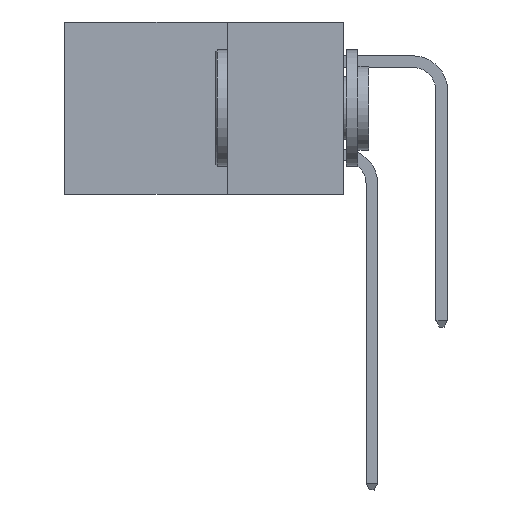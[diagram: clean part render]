
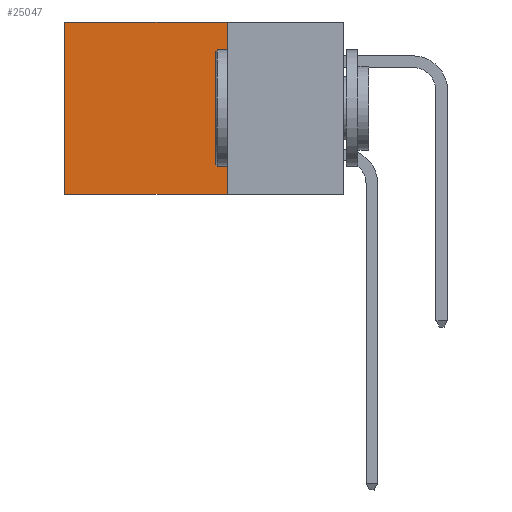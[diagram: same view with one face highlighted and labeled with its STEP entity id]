
A CAD part, left-side view. The second image highlights one B-rep face of the part: STEP entity #25047.
In plain terms, the highlighted planar face has unit normal (-1, 0, 0).
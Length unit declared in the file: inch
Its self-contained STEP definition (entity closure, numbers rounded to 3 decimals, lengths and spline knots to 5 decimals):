
#2489 = VECTOR ( 'NONE', #14476, 39.37008 ) ;
#2866 = DIRECTION ( 'NONE',  ( 0., 0., -1. ) ) ;
#4827 = VECTOR ( 'NONE', #2866, 39.37008 ) ;
#5296 = LINE ( 'NONE', #28654, #18379 ) ;
#5377 = DIRECTION ( 'NONE',  ( 0., 1., 0. ) ) ;
#5912 = CARTESIAN_POINT ( 'NONE',  ( 0.298, 0.6, 0. ) ) ;
#8478 = CARTESIAN_POINT ( 'NONE',  ( 0.298, 0.25, 0. ) ) ;
#10374 = LINE ( 'NONE', #11834, #2489 ) ;
#11813 = LINE ( 'NONE', #26147, #4827 ) ;
#11834 = CARTESIAN_POINT ( 'NONE',  ( 0.298, 0.25, -0.37 ) ) ;
#12317 = CARTESIAN_POINT ( 'NONE',  ( 0.298, 0.25, 0. ) ) ;
#12546 = VERTEX_POINT ( 'NONE', #25027 ) ;
#13345 = AXIS2_PLACEMENT_3D ( 'NONE', #12317, #32886, #17556 ) ;
#13410 = EDGE_CURVE ( 'NONE', #14189, #28784, #5296, .T. ) ;
#14076 = EDGE_CURVE ( 'NONE', #14189, #17788, #11813, .T. ) ;
#14189 = VERTEX_POINT ( 'NONE', #8478 ) ;
#14476 = DIRECTION ( 'NONE',  ( 0., 1., 0. ) ) ;
#14573 = CARTESIAN_POINT ( 'NONE',  ( 0.298, 0.25, -0.37 ) ) ;
#14619 = VECTOR ( 'NONE', #21988, 39.37008 ) ;
#15595 = ORIENTED_EDGE ( 'NONE', *, *, #32245, .T. ) ;
#15651 = ORIENTED_EDGE ( 'NONE', *, *, #19534, .F. ) ;
#17556 = DIRECTION ( 'NONE',  ( 0., 0., -1. ) ) ;
#17788 = VERTEX_POINT ( 'NONE', #14573 ) ;
#18379 = VECTOR ( 'NONE', #5377, 39.37008 ) ;
#19367 = CARTESIAN_POINT ( 'NONE',  ( 0.298, 0.6, 0. ) ) ;
#19534 = EDGE_CURVE ( 'NONE', #17788, #12546, #10374, .T. ) ;
#21988 = DIRECTION ( 'NONE',  ( 0., 0., -1. ) ) ;
#25027 = CARTESIAN_POINT ( 'NONE',  ( 0.298, 0.6, -0.37 ) ) ;
#25047 = ADVANCED_FACE ( 'NONE', ( #32616 ), #30339, .F. ) ;
#26147 = CARTESIAN_POINT ( 'NONE',  ( 0.298, 0.25, 0. ) ) ;
#28330 = LINE ( 'NONE', #19367, #14619 ) ;
#28654 = CARTESIAN_POINT ( 'NONE',  ( 0.298, 0.25, 0. ) ) ;
#28784 = VERTEX_POINT ( 'NONE', #5912 ) ;
#29479 = ORIENTED_EDGE ( 'NONE', *, *, #14076, .F. ) ;
#30339 = PLANE ( 'NONE',  #13345 ) ;
#31108 = EDGE_LOOP ( 'NONE', ( #15595, #15651, #29479, #32679 ) ) ;
#32245 = EDGE_CURVE ( 'NONE', #28784, #12546, #28330, .T. ) ;
#32616 = FACE_OUTER_BOUND ( 'NONE', #31108, .T. ) ;
#32679 = ORIENTED_EDGE ( 'NONE', *, *, #13410, .T. ) ;
#32886 = DIRECTION ( 'NONE',  ( 1., 0., 0. ) ) ;
